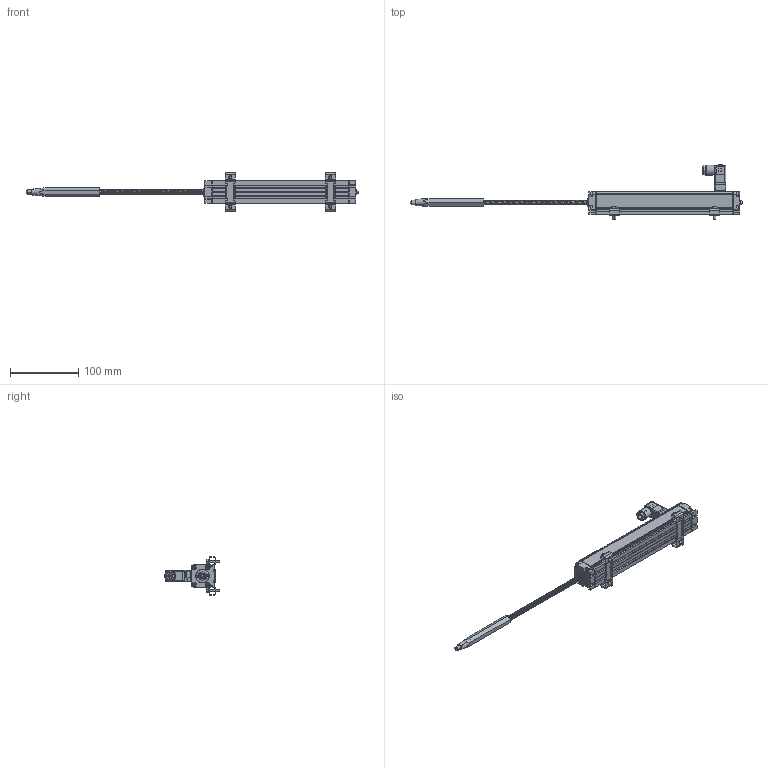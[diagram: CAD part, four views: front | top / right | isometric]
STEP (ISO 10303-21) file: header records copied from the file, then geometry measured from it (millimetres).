
FILE_DESCRIPTION (( 'STEP AP214' ), '1' );
FILE_NAME ('LSSR-33P-0150-B5-C2.STEP', '2025-01-02T17:35:29', ( '' ), ( '' ), 'SwSTEP 2.0', 'SolidWorks 2024', '' );
FILE_SCHEMA (( 'AUTOMOTIVE_DESIGN' ));
Length unit declared in the file: inch
Products named in the file (1): LSSR-33P-0150-B5-C2
Bounding box: 487.45 x 82 x 56.5 mm (x, y, z)
Volume: 271307.8 mm3; surface area: 94549.5 mm2
Topology: 38 solids, 38 shells, 1413 faces, 3680 edges, 2396 vertices
Faces by surface type: plane 679, cylinder 573, cone 116, bspline 43, sphere 2
Entity records: 82070 total; most frequent: CARTESIAN_POINT 46996, ORIENTED_EDGE 7320, DIRECTION 7077, EDGE_CURVE 3660, AXIS2_PLACEMENT_3D 2492, VERTEX_POINT 2392, VECTOR 2093, LINE 2093
